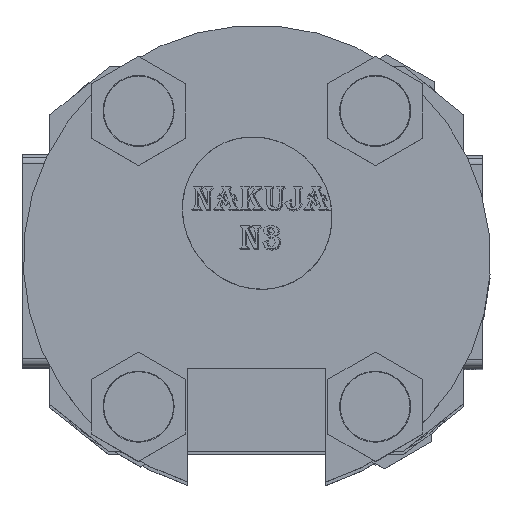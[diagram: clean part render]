
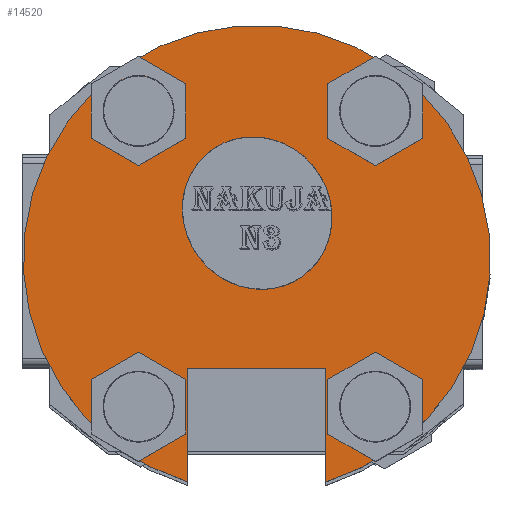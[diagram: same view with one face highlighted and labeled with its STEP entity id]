
A CAD part, top view. The second image highlights one B-rep face of the part: STEP entity #14520.
In plain terms, the highlighted planar face has unit normal (0, 0, 1).
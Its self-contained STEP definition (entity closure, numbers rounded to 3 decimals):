
#1051=FACE_BOUND('',#2916,.T.);
#1052=FACE_BOUND('',#2917,.T.);
#1053=FACE_BOUND('',#2918,.T.);
#1054=FACE_BOUND('',#2919,.T.);
#1055=FACE_BOUND('',#2920,.T.);
#1466=PLANE('',#15178);
#2131=FACE_OUTER_BOUND('',#2915,.T.);
#2915=EDGE_LOOP('',(#12993,#12994,#12995,#12996));
#2916=EDGE_LOOP('',(#12997));
#2917=EDGE_LOOP('',(#12998));
#2918=EDGE_LOOP('',(#12999));
#2919=EDGE_LOOP('',(#13000));
#2920=EDGE_LOOP('',(#13001));
#4310=LINE('',#25941,#5699);
#4314=LINE('',#25949,#5703);
#4318=LINE('',#25960,#5707);
#5699=VECTOR('',#17430,10.);
#5703=VECTOR('',#17436,10.);
#5707=VECTOR('',#17448,10.);
#5959=CIRCLE('',#15154,5.);
#5963=CIRCLE('',#15161,6.);
#5965=CIRCLE('',#15164,6.);
#5967=CIRCLE('',#15167,6.);
#5969=CIRCLE('',#15170,6.);
#5970=CIRCLE('',#15174,39.5);
#7234=VERTEX_POINT('',#25904);
#7238=VERTEX_POINT('',#25917);
#7240=VERTEX_POINT('',#25923);
#7242=VERTEX_POINT('',#25929);
#7244=VERTEX_POINT('',#25935);
#7245=VERTEX_POINT('',#25939);
#7246=VERTEX_POINT('',#25940);
#7249=VERTEX_POINT('',#25948);
#7251=VERTEX_POINT('',#25954);
#9183=EDGE_CURVE('',#7234,#7234,#5959,.T.);
#9189=EDGE_CURVE('',#7238,#7238,#5963,.T.);
#9192=EDGE_CURVE('',#7240,#7240,#5965,.T.);
#9195=EDGE_CURVE('',#7242,#7242,#5967,.T.);
#9198=EDGE_CURVE('',#7244,#7244,#5969,.T.);
#9199=EDGE_CURVE('',#7245,#7246,#4310,.T.);
#9203=EDGE_CURVE('',#7249,#7245,#4314,.T.);
#9206=EDGE_CURVE('',#7251,#7249,#5970,.T.);
#9209=EDGE_CURVE('',#7246,#7251,#4318,.T.);
#12993=ORIENTED_EDGE('',*,*,#9209,.T.);
#12994=ORIENTED_EDGE('',*,*,#9206,.T.);
#12995=ORIENTED_EDGE('',*,*,#9203,.T.);
#12996=ORIENTED_EDGE('',*,*,#9199,.T.);
#12997=ORIENTED_EDGE('',*,*,#9183,.T.);
#12998=ORIENTED_EDGE('',*,*,#9198,.T.);
#12999=ORIENTED_EDGE('',*,*,#9195,.T.);
#13000=ORIENTED_EDGE('',*,*,#9192,.T.);
#13001=ORIENTED_EDGE('',*,*,#9189,.T.);
#14520=ADVANCED_FACE('',(#2131,#1051,#1052,#1053,#1054,#1055),#1466,.T.);
#15154=AXIS2_PLACEMENT_3D('',#25906,#17389,#17390);
#15161=AXIS2_PLACEMENT_3D('',#25919,#17405,#17406);
#15164=AXIS2_PLACEMENT_3D('',#25925,#17412,#17413);
#15167=AXIS2_PLACEMENT_3D('',#25931,#17419,#17420);
#15170=AXIS2_PLACEMENT_3D('',#25937,#17426,#17427);
#15174=AXIS2_PLACEMENT_3D('',#25955,#17441,#17442);
#15178=AXIS2_PLACEMENT_3D('',#25963,#17452,#17453);
#17389=DIRECTION('center_axis',(0.,0.,-1.));
#17390=DIRECTION('ref_axis',(-1.,0.,0.));
#17405=DIRECTION('center_axis',(0.,0.,-1.));
#17406=DIRECTION('ref_axis',(1.,0.,0.));
#17412=DIRECTION('center_axis',(0.,0.,-1.));
#17413=DIRECTION('ref_axis',(1.,0.,0.));
#17419=DIRECTION('center_axis',(0.,0.,-1.));
#17420=DIRECTION('ref_axis',(1.,0.,0.));
#17426=DIRECTION('center_axis',(0.,0.,-1.));
#17427=DIRECTION('ref_axis',(1.,0.,0.));
#17430=DIRECTION('',(1.,0.,0.));
#17436=DIRECTION('',(0.,1.,0.));
#17441=DIRECTION('center_axis',(0.,0.,1.));
#17442=DIRECTION('ref_axis',(1.,0.,0.));
#17448=DIRECTION('',(0.,-1.,0.));
#17452=DIRECTION('center_axis',(0.,0.,1.));
#17453=DIRECTION('ref_axis',(1.,0.,0.));
#25904=CARTESIAN_POINT('',(5.,8.,0.));
#25906=CARTESIAN_POINT('Origin',(0.,8.,0.));
#25917=CARTESIAN_POINT('',(14.,-25.,0.));
#25919=CARTESIAN_POINT('Origin',(20.,-25.,0.));
#25923=CARTESIAN_POINT('',(-26.,-25.,0.));
#25925=CARTESIAN_POINT('Origin',(-20.,-25.,0.));
#25929=CARTESIAN_POINT('',(14.,25.,0.));
#25931=CARTESIAN_POINT('Origin',(20.,25.,0.));
#25935=CARTESIAN_POINT('',(-26.,25.,0.));
#25937=CARTESIAN_POINT('Origin',(-20.,25.,0.));
#25939=CARTESIAN_POINT('',(-11.797,-18.563,0.));
#25940=CARTESIAN_POINT('',(11.618,-18.563,0.));
#25941=CARTESIAN_POINT('',(-11.797,-18.563,0.));
#25948=CARTESIAN_POINT('',(-11.797,-37.697,0.));
#25949=CARTESIAN_POINT('',(-11.797,-37.697,0.));
#25954=CARTESIAN_POINT('',(11.618,-37.753,0.));
#25955=CARTESIAN_POINT('Origin',(0.,0.,0.));
#25960=CARTESIAN_POINT('',(11.618,-18.563,0.));
#25963=CARTESIAN_POINT('Origin',(0.,0.874,0.));
